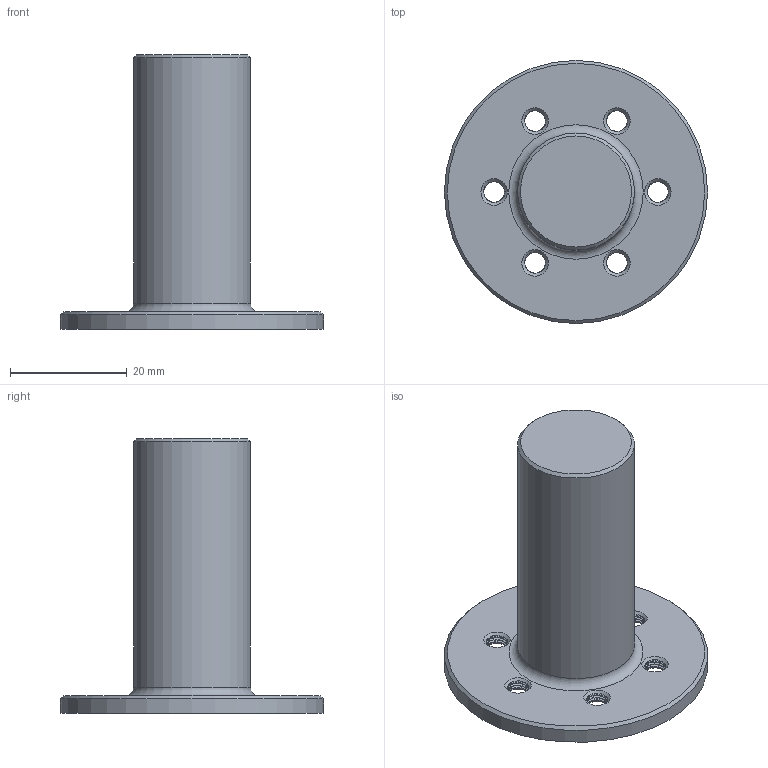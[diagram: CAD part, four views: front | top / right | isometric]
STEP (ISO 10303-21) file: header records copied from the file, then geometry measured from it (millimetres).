
FILE_DESCRIPTION(/* description */ (''),/* implementation_level */ '2;1');
FILE_NAME(/* name */ 'Motor_Shaft v2.step',/* time_stamp */ '2024-11-15T09:13:57+11:00',/* author */ (''),/* organization */ (''),/* preprocessor_version */ 'ST-DEVELOPER v20',/* originating_system */ 'Autodesk Translation Framework v13.20.0.188',/* authorisation */ '');
FILE_SCHEMA (('AUTOMOTIVE_DESIGN { 1 0 10303 214 3 1 1 }'));
Length unit declared in the file: millimetre
Products named in the file (1): Configuration 1
Bounding box: 45 x 45 x 47 mm (x, y, z)
Volume: 17634.1 mm3; surface area: 6398.4 mm2
Topology: 1 solids, 1 shells, 94 faces, 244 edges, 154 vertices
Faces by surface type: cylinder 50, plane 16, cone 15, bspline 12, torus 1
Full cylindrical faces by diameter (mm): 3.529 x12, 4.086 x6, 20 x1, 45 x1
Entity records: 6778 total; most frequent: CARTESIAN_POINT 4639, ORIENTED_EDGE 488, DIRECTION 361, EDGE_CURVE 244, VERTEX_POINT 154, AXIS2_PLACEMENT_3D 154, B_SPLINE_CURVE_WITH_KNOTS 120, EDGE_LOOP 108
